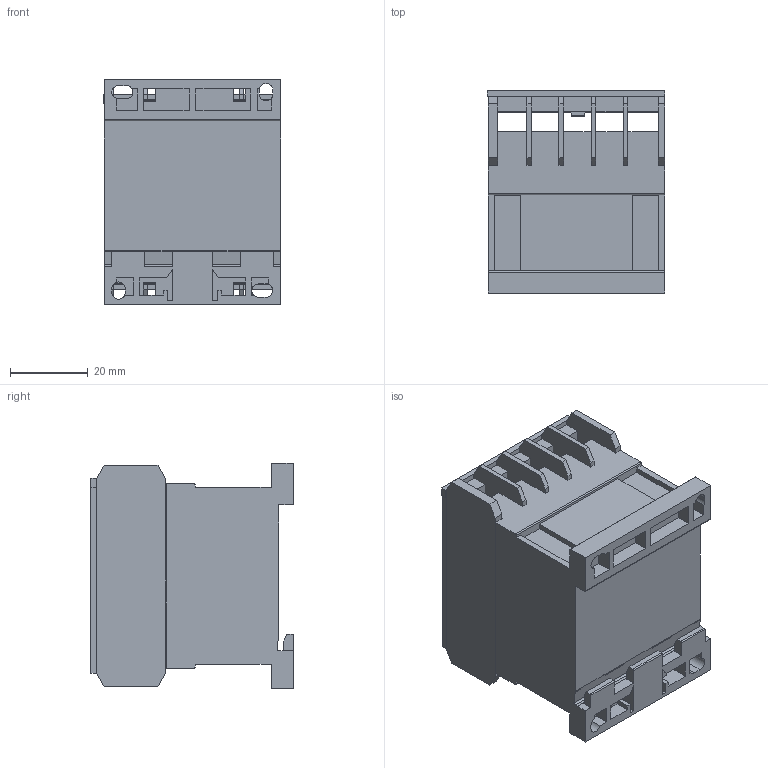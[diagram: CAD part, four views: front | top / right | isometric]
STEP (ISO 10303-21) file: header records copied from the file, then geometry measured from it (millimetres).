
FILE_DESCRIPTION (( 'STEP AP214' ), '1' );
FILE_NAME ('CWC16-00-22V47.STEP', '2014-02-03T15:33:39', ( '' ), ( '' ), 'SwSTEP 2.0', 'SolidWorks 2013', '' );
FILE_SCHEMA (( 'AUTOMOTIVE_DESIGN' ));
Length unit declared in the file: millimetre
Products named in the file (1): CWC16-00-22V47
Bounding box: 45.75 x 52.12 x 58.04 mm (x, y, z)
Volume: 97133.2 mm3; surface area: 30437.5 mm2
Topology: 15 solids, 15 shells, 535 faces, 1480 edges, 983 vertices
Faces by surface type: plane 445, cylinder 90
Entity records: 22909 total; most frequent: CARTESIAN_POINT 2999, ORIENTED_EDGE 2960, DIRECTION 2750, EDGE_CURVE 1480, LINE 1282, VECTOR 1282, VERTEX_POINT 983, AXIS2_PLACEMENT_3D 734
